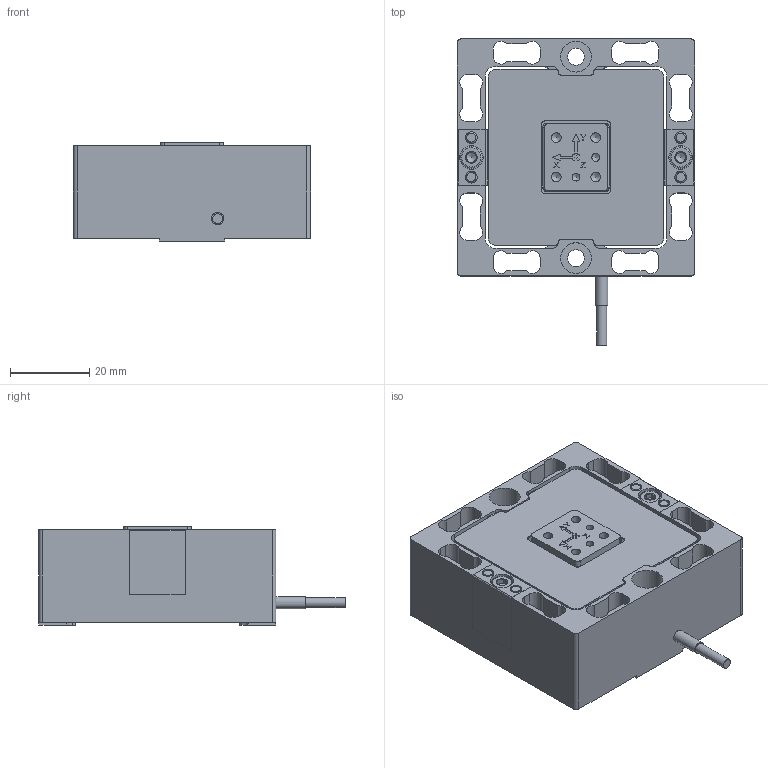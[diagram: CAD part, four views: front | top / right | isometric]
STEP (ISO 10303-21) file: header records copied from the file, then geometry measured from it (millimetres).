
FILE_DESCRIPTION(/* description */ ('Alibre Inc.'),/* implementation_level */ '2;1');
FILE_NAME(/* name */ 'export0',/* time_stamp */ '2016-04-27T12:10:03+02:00',/* author */ (''),/* organization */ (''),/* preprocessor_version */ 'ST-DEVELOPER v14',/* originating_system */ 'Alibre',/* authorisation */ '');
FILE_SCHEMA (('CONFIG_CONTROL_DESIGN'));
Length unit declared in the file: centimetre
Products named in the file (9): ID_1; HI_ENGEL DIN 912-A2 M3x20
Bounding box: 60 x 77.5 x 25 mm (x, y, z)
Volume: 31918.4 mm3; surface area: 35092.7 mm2
Topology: 11 solids, 11 shells, 454 faces, 1245 edges, 819 vertices
Faces by surface type: plane 240, cylinder 180, cone 24, torus 10
Full cylindrical faces by diameter (mm): 1.8 x4, 2 x2, 2.459 x6, 2.5 x1, 3 x16, 3.1 x2, 3.3 x2, 4.3 x2, 5.5 x2, 6 x2, 7.8 x2
Entity records: 14387 total; most frequent: CARTESIAN_POINT 2856, ORIENTED_EDGE 2184, DIRECTION 2058, EDGE_CURVE 1092, AXIS2_PLACEMENT_3D 801, VERTEX_POINT 758, VECTOR 672, LINE 672
